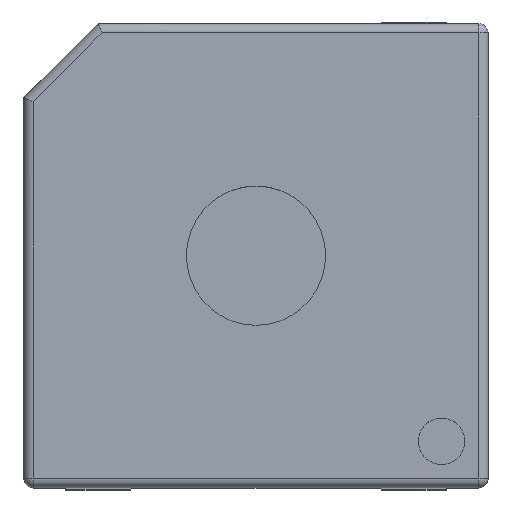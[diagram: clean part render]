
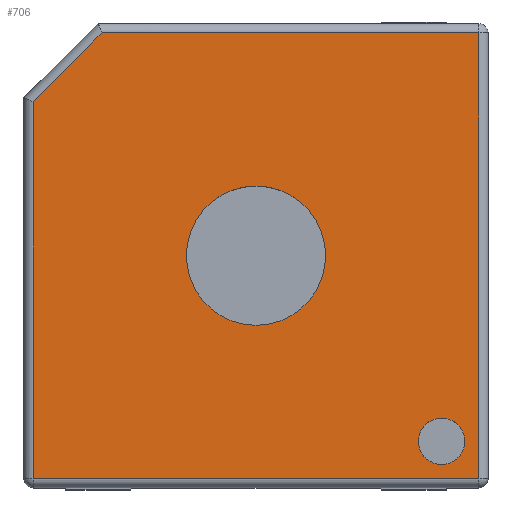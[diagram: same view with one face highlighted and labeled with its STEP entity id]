
A CAD part, top view. The second image highlights one B-rep face of the part: STEP entity #706.
In plain terms, the highlighted planar face has unit normal (0, 0, 1).
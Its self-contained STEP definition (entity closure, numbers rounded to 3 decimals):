
#18=FACE_BOUND('',#129,.T.);
#19=FACE_BOUND('',#130,.T.);
#31=PLANE('',#779);
#88=FACE_OUTER_BOUND('',#128,.T.);
#128=EDGE_LOOP('',(#570,#571,#572,#573,#574));
#129=EDGE_LOOP('',(#575));
#130=EDGE_LOOP('',(#576));
#156=LINE('',#1035,#235);
#157=LINE('',#1039,#236);
#163=LINE('',#1070,#242);
#165=LINE('',#1073,#244);
#167=LINE('',#1076,#246);
#235=VECTOR('',#840,10.);
#236=VECTOR('',#845,10.);
#242=VECTOR('',#879,10.);
#244=VECTOR('',#883,10.);
#246=VECTOR('',#887,10.);
#309=CIRCLE('',#743,0.25);
#311=CIRCLE('',#747,0.75);
#325=VERTEX_POINT('',#1005);
#327=VERTEX_POINT('',#1012);
#330=VERTEX_POINT('',#1020);
#335=VERTEX_POINT('',#1034);
#336=VERTEX_POINT('',#1038);
#339=VERTEX_POINT('',#1045);
#344=VERTEX_POINT('',#1058);
#386=EDGE_CURVE('',#325,#325,#309,.T.);
#389=EDGE_CURVE('',#327,#327,#311,.T.);
#399=EDGE_CURVE('',#330,#335,#156,.T.);
#401=EDGE_CURVE('',#335,#336,#157,.T.);
#416=EDGE_CURVE('',#336,#344,#163,.T.);
#418=EDGE_CURVE('',#344,#339,#165,.T.);
#420=EDGE_CURVE('',#339,#330,#167,.T.);
#570=ORIENTED_EDGE('',*,*,#399,.F.);
#571=ORIENTED_EDGE('',*,*,#420,.F.);
#572=ORIENTED_EDGE('',*,*,#418,.F.);
#573=ORIENTED_EDGE('',*,*,#416,.F.);
#574=ORIENTED_EDGE('',*,*,#401,.F.);
#575=ORIENTED_EDGE('',*,*,#386,.T.);
#576=ORIENTED_EDGE('',*,*,#389,.T.);
#706=ADVANCED_FACE('',(#88,#18,#19),#31,.T.);
#743=AXIS2_PLACEMENT_3D('',#1006,#807,#808);
#747=AXIS2_PLACEMENT_3D('',#1013,#816,#817);
#779=AXIS2_PLACEMENT_3D('',#1120,#919,#920);
#807=DIRECTION('center_axis',(0.,0.,-1.));
#808=DIRECTION('ref_axis',(-1.,0.,0.));
#816=DIRECTION('center_axis',(0.,0.,-1.));
#817=DIRECTION('ref_axis',(-1.,0.,0.));
#840=DIRECTION('',(0.,1.,0.));
#845=DIRECTION('',(0.707,0.707,0.));
#879=DIRECTION('',(1.,0.,0.));
#883=DIRECTION('',(0.,-1.,0.));
#887=DIRECTION('',(-1.,0.,0.));
#919=DIRECTION('center_axis',(0.,0.,1.));
#920=DIRECTION('ref_axis',(1.,0.,0.));
#1005=CARTESIAN_POINT('',(2.25,-2.,2.5));
#1006=CARTESIAN_POINT('Origin',(2.,-2.,2.5));
#1012=CARTESIAN_POINT('',(0.75,0.,2.5));
#1013=CARTESIAN_POINT('Origin',(0.,0.,2.5));
#1020=CARTESIAN_POINT('',(-2.4,-2.4,2.5));
#1034=CARTESIAN_POINT('',(-2.4,1.659,2.5));
#1035=CARTESIAN_POINT('',(-2.4,1.25,2.5));
#1038=CARTESIAN_POINT('',(-1.659,2.4,2.5));
#1039=CARTESIAN_POINT('',(-2.029,2.029,2.5));
#1045=CARTESIAN_POINT('',(2.4,-2.4,2.5));
#1058=CARTESIAN_POINT('',(2.4,2.4,2.5));
#1070=CARTESIAN_POINT('',(1.25,2.4,2.5));
#1073=CARTESIAN_POINT('',(2.4,-1.25,2.5));
#1076=CARTESIAN_POINT('',(-1.25,-2.4,2.5));
#1120=CARTESIAN_POINT('Origin',(0.,0.,2.5));
